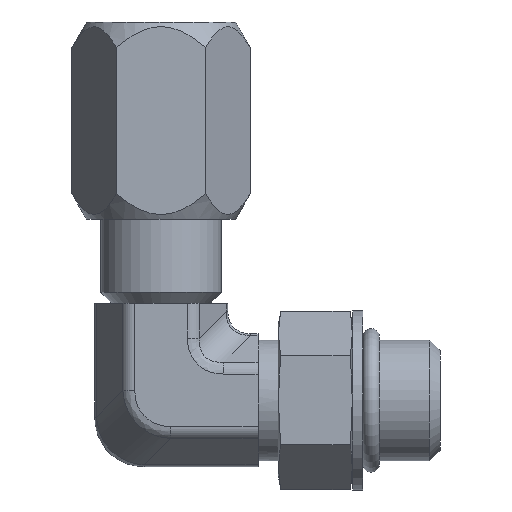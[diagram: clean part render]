
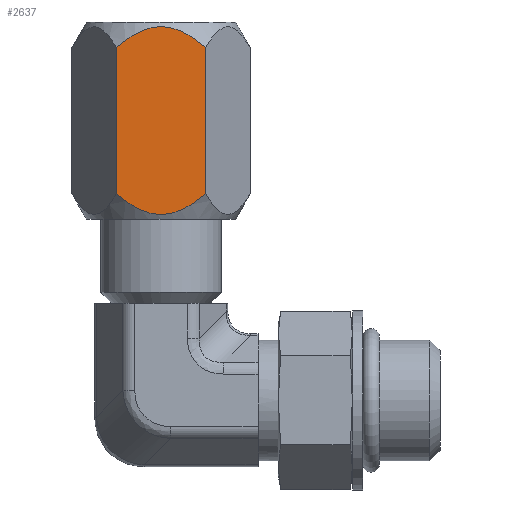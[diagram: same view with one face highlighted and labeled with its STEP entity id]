
A CAD part, top view. The second image highlights one B-rep face of the part: STEP entity #2637.
In plain terms, the highlighted planar face has unit normal (0, 0, 1).
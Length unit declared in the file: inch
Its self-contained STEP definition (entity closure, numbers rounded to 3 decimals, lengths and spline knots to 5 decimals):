
#329=DIRECTION('',(0.,-1.,0.));
#330=VECTOR('',#329,0.53031);
#331=CARTESIAN_POINT('',(-0.16166,1.52765,0.28));
#332=LINE('',#331,#330);
#500=CARTESIAN_POINT('',(0.16166,0.99735,0.28));
#501=CARTESIAN_POINT('',(0.14938,0.98671,0.28));
#502=CARTESIAN_POINT('',(0.12543,0.96779,0.28));
#503=CARTESIAN_POINT('',(0.09126,0.94646,0.28));
#504=CARTESIAN_POINT('',(0.0592,0.93211,0.28));
#505=CARTESIAN_POINT('',(0.02909,0.92405,0.28));
#506=CARTESIAN_POINT('',(-0.00001,0.92146,0.28));
#507=CARTESIAN_POINT('',(-0.02909,0.92405,0.28));
#508=CARTESIAN_POINT('',(-0.05917,0.9321,0.28));
#509=CARTESIAN_POINT('',(-0.09125,0.94645,0.28));
#510=CARTESIAN_POINT('',(-0.12541,0.96778,0.28));
#511=CARTESIAN_POINT('',(-0.14937,0.9867,0.28));
#512=CARTESIAN_POINT('',(-0.16166,0.99735,0.28));
#517=CARTESIAN_POINT('',(0.16166,1.52765,0.28));
#518=CARTESIAN_POINT('',(0.14938,1.53829,0.28));
#519=CARTESIAN_POINT('',(0.12543,1.55721,0.28));
#520=CARTESIAN_POINT('',(0.09126,1.57854,0.28));
#521=CARTESIAN_POINT('',(0.0592,1.59289,0.28));
#522=CARTESIAN_POINT('',(0.02909,1.60095,0.28));
#523=CARTESIAN_POINT('',(-0.00001,1.60354,0.28));
#524=CARTESIAN_POINT('',(-0.02909,1.60095,0.28));
#525=CARTESIAN_POINT('',(-0.05917,1.5929,0.28));
#526=CARTESIAN_POINT('',(-0.09125,1.57855,0.28));
#527=CARTESIAN_POINT('',(-0.12541,1.55722,0.28));
#528=CARTESIAN_POINT('',(-0.14937,1.5383,0.28));
#529=CARTESIAN_POINT('',(-0.16166,1.52765,0.28));
#534=DIRECTION('',(0.,-1.,0.));
#535=VECTOR('',#534,0.53031);
#536=CARTESIAN_POINT('',(0.16166,1.52765,0.28));
#537=LINE('',#536,#535);
#2202=VERTEX_POINT('',#500);
#2203=VERTEX_POINT('',#512);
#2204=VERTEX_POINT('',#517);
#2205=VERTEX_POINT('',#529);
#2625=CARTESIAN_POINT('',(0.16166,1.62,0.28));
#2626=DIRECTION('',(0.,0.,1.));
#2627=DIRECTION('',(-1.,0.,0.));
#2628=AXIS2_PLACEMENT_3D('',#2625,#2626,#2627);
#2629=PLANE('',#2628);
#2630=ORIENTED_EDGE('',*,*,#2546,.T.);
#2631=ORIENTED_EDGE('',*,*,#2564,.F.);
#2633=ORIENTED_EDGE('',*,*,#2632,.F.);
#2634=ORIENTED_EDGE('',*,*,#2617,.T.);
#2635=EDGE_LOOP('',(#2630,#2631,#2633,#2634));
#2636=FACE_OUTER_BOUND('',#2635,.F.);
#2637=ADVANCED_FACE('',(#2636),#2629,.T.);
#513=B_SPLINE_CURVE_WITH_KNOTS('',3,(#500,#501,#502,#503,#504,#505,#506,#507,
#508,#509,#510,#511,#512),.UNSPECIFIED.,.F.,.F.,(4,1,1,1,1,1,1,1,1,1,4),(0.,
0.1,0.2,0.3,0.4,0.5,0.6,0.7,0.8,0.9,1.),.UNSPECIFIED.);
#530=B_SPLINE_CURVE_WITH_KNOTS('',3,(#517,#518,#519,#520,#521,#522,#523,#524,
#525,#526,#527,#528,#529),.UNSPECIFIED.,.F.,.F.,(4,1,1,1,1,1,1,1,1,1,4),(0.,
0.1,0.2,0.3,0.4,0.5,0.6,0.7,0.8,0.9,1.),.UNSPECIFIED.);
#2546=EDGE_CURVE('',#2202,#2203,#513,.T.);
#2564=EDGE_CURVE('',#2205,#2203,#332,.T.);
#2617=EDGE_CURVE('',#2204,#2202,#537,.T.);
#2632=EDGE_CURVE('',#2204,#2205,#530,.T.);
